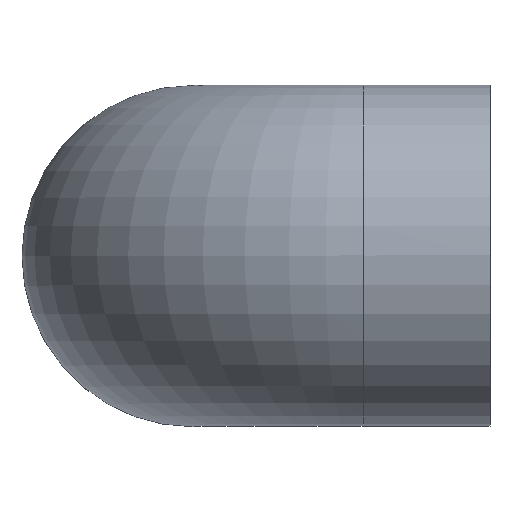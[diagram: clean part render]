
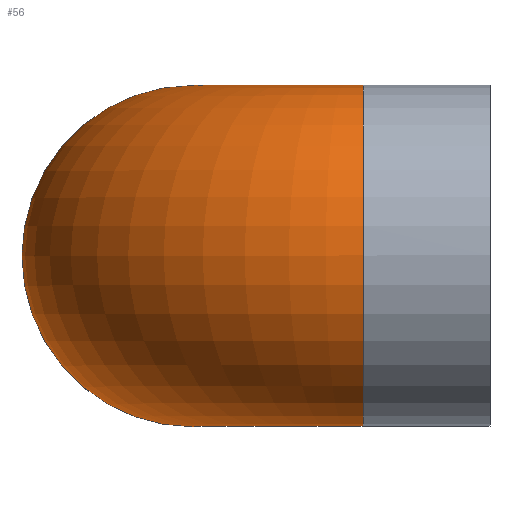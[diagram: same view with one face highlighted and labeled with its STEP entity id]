
A CAD part, top view. The second image highlights one B-rep face of the part: STEP entity #56.
In plain terms, the highlighted toroidal (fillet/blend) face has major radius 26.66 mm and minor radius 26.65 mm.
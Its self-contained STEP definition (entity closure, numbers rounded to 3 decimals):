
#56 = ADVANCED_FACE( '', ( #115, #116 ), #117, .T. );
#115 = FACE_OUTER_BOUND( '', #168, .T. );
#116 = FACE_OUTER_BOUND( '', #169, .T. );
#117 = TOROIDAL_SURFACE( '', #170, 26.66, 26.65 );
#168 = EDGE_LOOP( '', ( #238 ) );
#169 = EDGE_LOOP( '', ( #239, #240 ) );
#170 = AXIS2_PLACEMENT_3D( '', #241, #242, #243 );
#238 = ORIENTED_EDGE( '', *, *, #270, .T. );
#239 = ORIENTED_EDGE( '', *, *, #267, .F. );
#240 = ORIENTED_EDGE( '', *, *, #258, .F. );
#241 = CARTESIAN_POINT( '', ( 26.66, 0., -1.7 ) );
#242 = DIRECTION( '', ( 0., 1., 0. ) );
#243 = DIRECTION( '', ( 0., 0., 1. ) );
#258 = EDGE_CURVE( '', #286, #287, #289, .T. );
#267 = EDGE_CURVE( '', #287, #286, #301, .T. );
#270 = EDGE_CURVE( '', #304, #304, #305, .T. );
#286 = VERTEX_POINT( '', #322 );
#287 = VERTEX_POINT( '', #323 );
#289 = CIRCLE( '', #325, 26.65 );
#301 = CIRCLE( '', #535, 26.65 );
#304 = VERTEX_POINT( '', #538 );
#305 = CIRCLE( '', #539, 26.65 );
#322 = CARTESIAN_POINT( '', ( 26.66, -26.65, 24.98 ) );
#323 = CARTESIAN_POINT( '', ( 26.66, 26.65, 24.98 ) );
#325 = AXIS2_PLACEMENT_3D( '', #560, #561, #562 );
#535 = AXIS2_PLACEMENT_3D( '', #569, #570, #571 );
#538 = CARTESIAN_POINT( '', ( 26.65, 0., -1.7 ) );
#539 = AXIS2_PLACEMENT_3D( '', #572, #573, #574 );
#560 = CARTESIAN_POINT( '', ( 26.66, 0., 24.96 ) );
#561 = DIRECTION( '', ( 1., 0., 0. ) );
#562 = DIRECTION( '', ( 0., 0., -1. ) );
#569 = CARTESIAN_POINT( '', ( 26.66, 0., 24.96 ) );
#570 = DIRECTION( '', ( 1., 0., 0. ) );
#571 = DIRECTION( '', ( 0., 0., -1. ) );
#572 = CARTESIAN_POINT( '', ( 0., 0., -1.7 ) );
#573 = DIRECTION( '', ( 0., 0., 1. ) );
#574 = DIRECTION( '', ( 1., 0., 0. ) );
